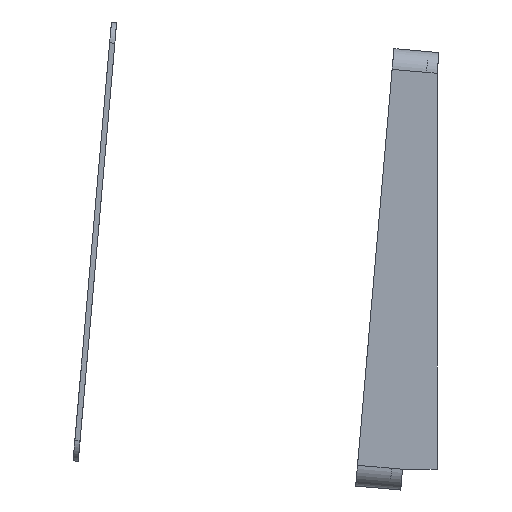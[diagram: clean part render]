
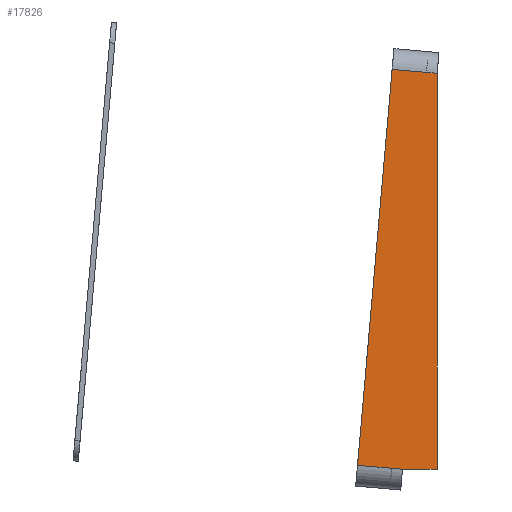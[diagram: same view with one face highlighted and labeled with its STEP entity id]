
A CAD part, left-side view. The second image highlights one B-rep face of the part: STEP entity #17826.
In plain terms, the highlighted planar face has unit normal (-1, 0, 0).
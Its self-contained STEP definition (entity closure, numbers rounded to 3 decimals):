
#1895=FACE_OUTER_BOUND('',#2969,.T.);
#2969=EDGE_LOOP('',(#16468,#16469,#16470,#16471,#16472));
#5232=LINE('',#31554,#6898);
#5233=LINE('',#31558,#6899);
#5249=LINE('',#31601,#6915);
#5254=LINE('',#31612,#6920);
#5255=LINE('',#31613,#6921);
#6898=VECTOR('',#23515,10.);
#6899=VECTOR('',#23520,10.);
#6915=VECTOR('',#23566,10.);
#6920=VECTOR('',#23581,10.);
#6921=VECTOR('',#23582,10.);
#8631=VERTEX_POINT('',#31512);
#8638=VERTEX_POINT('',#31527);
#8647=VERTEX_POINT('',#31550);
#8649=VERTEX_POINT('',#31556);
#8662=VERTEX_POINT('',#31611);
#11241=EDGE_CURVE('',#8631,#8647,#5232,.T.);
#11243=EDGE_CURVE('',#8638,#8649,#5233,.T.);
#11265=EDGE_CURVE('',#8647,#8649,#5249,.T.);
#11270=EDGE_CURVE('',#8631,#8662,#5254,.T.);
#11271=EDGE_CURVE('',#8638,#8662,#5255,.T.);
#16468=ORIENTED_EDGE('',*,*,#11270,.T.);
#16469=ORIENTED_EDGE('',*,*,#11271,.F.);
#16470=ORIENTED_EDGE('',*,*,#11243,.T.);
#16471=ORIENTED_EDGE('',*,*,#11265,.F.);
#16472=ORIENTED_EDGE('',*,*,#11241,.F.);
#16926=PLANE('',#19202);
#17826=ADVANCED_FACE('',(#1895),#16926,.T.);
#19202=AXIS2_PLACEMENT_3D('',#31610,#23579,#23580);
#23515=DIRECTION('',(0.,0.,1.));
#23520=DIRECTION('',(0.,0.,1.));
#23566=DIRECTION('',(0.,-1.,0.));
#23579=DIRECTION('center_axis',(-1.,0.,0.));
#23580=DIRECTION('ref_axis',(0.,-0.996,0.087));
#23581=DIRECTION('',(0.,-0.087,-0.996));
#23582=DIRECTION('',(0.,0.996,-0.087));
#31512=CARTESIAN_POINT('',(-84.5,110.9,0.));
#31527=CARTESIAN_POINT('',(-84.5,-3.5,0.));
#31550=CARTESIAN_POINT('',(-84.5,110.9,13.));
#31554=CARTESIAN_POINT('',(-84.5,110.9,0.));
#31556=CARTESIAN_POINT('',(-84.5,-3.5,13.));
#31558=CARTESIAN_POINT('',(-84.5,-3.5,0.));
#31601=CARTESIAN_POINT('',(-84.5,116.9,13.));
#31610=CARTESIAN_POINT('Origin',(-84.5,53.7,0.));
#31611=CARTESIAN_POINT('',(-84.5,110.031,-9.933));
#31612=CARTESIAN_POINT('',(-84.5,110.9,0.));
#31613=CARTESIAN_POINT('',(-84.5,-3.5,0.));
